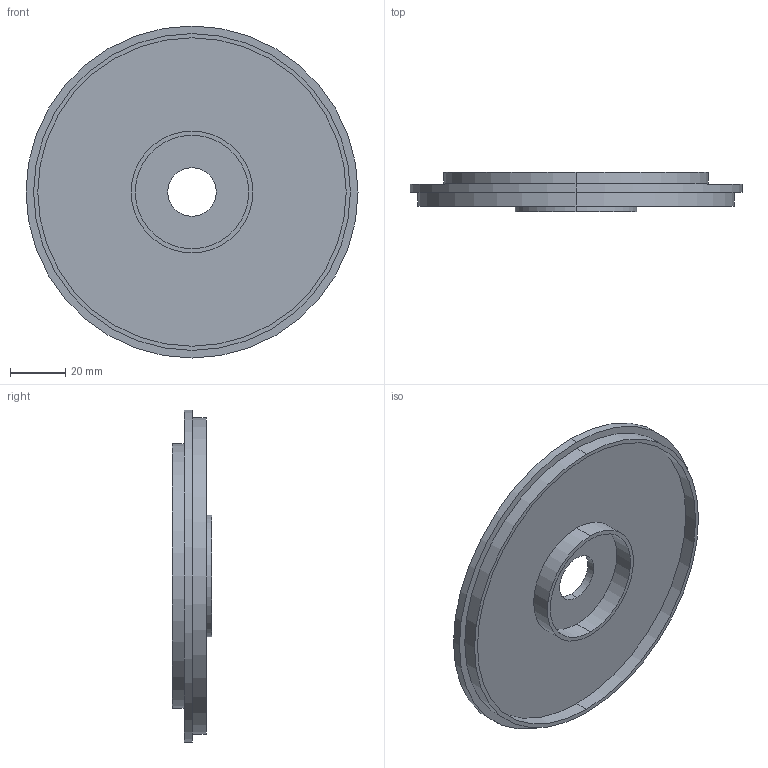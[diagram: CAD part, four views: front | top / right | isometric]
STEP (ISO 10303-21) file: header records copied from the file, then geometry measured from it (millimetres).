
FILE_DESCRIPTION (( 'STEP AP214' ), '1' );
FILE_NAME ('chopper jar base adapter.STEP', '2021-03-29T03:18:19', ( '' ), ( '' ), 'SwSTEP 2.0', 'SolidWorks 2021', '' );
FILE_SCHEMA (( 'AUTOMOTIVE_DESIGN' ));
Length unit declared in the file: millimetre
Products named in the file (1): chopper jar base adapter
Bounding box: 120 x 14.3 x 120 mm (x, y, z)
Volume: 40025.6 mm3; surface area: 31628.3 mm2
Topology: 1 solids, 1 shells, 36 faces, 72 edges, 48 vertices
Faces by surface type: cylinder 16, plane 12, torus 8
Entity records: 1010 total; most frequent: DIRECTION 202, CARTESIAN_POINT 157, ORIENTED_EDGE 144, AXIS2_PLACEMENT_3D 93, EDGE_CURVE 72, CIRCLE 56, EDGE_LOOP 48, VERTEX_POINT 48
